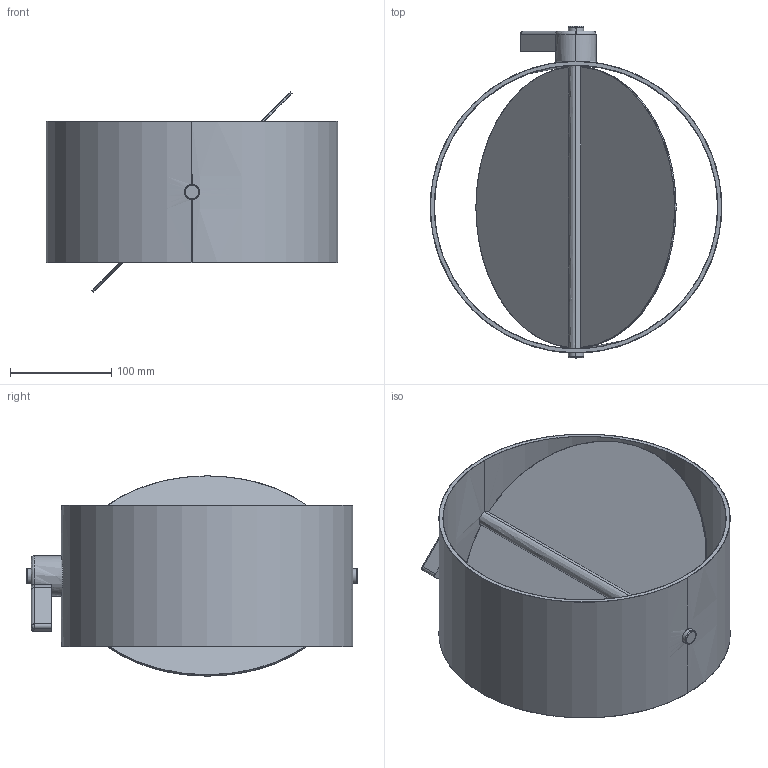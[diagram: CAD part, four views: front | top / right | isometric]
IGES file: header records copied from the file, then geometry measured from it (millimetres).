
Start section: SolidWorks IGES file using analytic representation for surfaces
Global section: file name: 1SE2036_F542A-SERR-TARATURA_35.IGS; native system: SolidWorks 2018; preprocessor: SolidWorks 2018; author: ferlenga; date: 220310.120907; units: millimetre
Bounding box: 288 x 328 x 197.85 mm (x, y, z)
Surface area: 390560.3 mm2 (no closed solid volume)
Topology: 0 solids, 0 shells, 48 faces, 1029 edges, 1028 vertices
Faces by surface type: revolution 25, bspline 23
